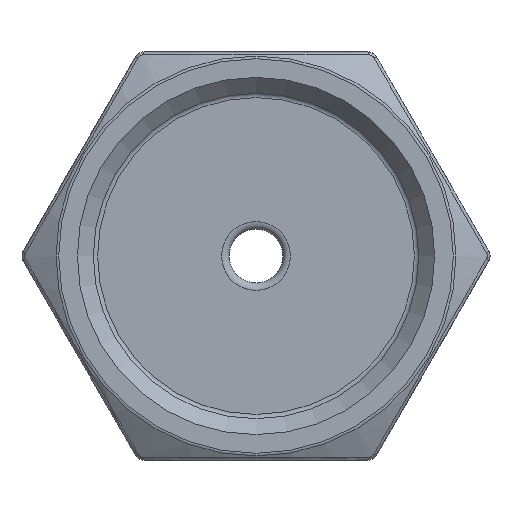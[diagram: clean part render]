
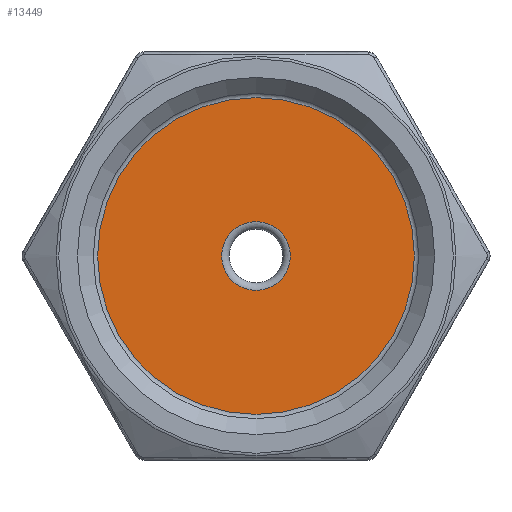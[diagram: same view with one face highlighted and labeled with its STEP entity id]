
A CAD part, left-side view. The second image highlights one B-rep face of the part: STEP entity #13449.
In plain terms, the highlighted planar face has unit normal (-1, 0, 0).
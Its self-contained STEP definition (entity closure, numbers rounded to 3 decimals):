
#53 = FACE_BOUND ( 'NONE', #13951, .T. ) ;
#123 = PLANE ( 'NONE',  #396 ) ;
#396 = AXIS2_PLACEMENT_3D ( 'NONE', #2417, #11549, #10503 ) ;
#718 = ORIENTED_EDGE ( 'NONE', *, *, #4371, .F. ) ;
#2417 = CARTESIAN_POINT ( 'NONE',  ( 18.2, 0., -15.245 ) ) ;
#2499 = CIRCLE ( 'NONE', #7054, 14.745 ) ;
#4197 = DIRECTION ( 'NONE',  ( 1., 0., 0. ) ) ;
#4371 = EDGE_CURVE ( 'NONE', #12167, #12167, #2499, .T. ) ;
#4484 = DIRECTION ( 'NONE',  ( 0., 0., -1. ) ) ;
#4618 = FACE_OUTER_BOUND ( 'NONE', #12307, .T. ) ;
#5182 = AXIS2_PLACEMENT_3D ( 'NONE', #9845, #8809, #4484 ) ;
#6649 = CARTESIAN_POINT ( 'NONE',  ( 18.2, 0., 14.746 ) ) ;
#7054 = AXIS2_PLACEMENT_3D ( 'NONE', #14415, #4197, #13307 ) ;
#7620 = CARTESIAN_POINT ( 'NONE',  ( 18.2, 0., -3.2 ) ) ;
#8809 = DIRECTION ( 'NONE',  ( 1., 0., 0. ) ) ;
#9845 = CARTESIAN_POINT ( 'NONE',  ( 18.2, 0., 0. ) ) ;
#10503 = DIRECTION ( 'NONE',  ( 0., 1., 0. ) ) ;
#10749 = ORIENTED_EDGE ( 'NONE', *, *, #11652, .T. ) ;
#11549 = DIRECTION ( 'NONE',  ( 1., 0., 0. ) ) ;
#11652 = EDGE_CURVE ( 'NONE', #13442, #13442, #13271, .T. ) ;
#12167 = VERTEX_POINT ( 'NONE', #6649 ) ;
#12307 = EDGE_LOOP ( 'NONE', ( #718 ) ) ;
#13271 = CIRCLE ( 'NONE', #5182, 3.2 ) ;
#13307 = DIRECTION ( 'NONE',  ( 0., 0., 1. ) ) ;
#13442 = VERTEX_POINT ( 'NONE', #7620 ) ;
#13449 = ADVANCED_FACE ( 'NONE', ( #53, #4618 ), #123, .F. ) ;
#13951 = EDGE_LOOP ( 'NONE', ( #10749 ) ) ;
#14415 = CARTESIAN_POINT ( 'NONE',  ( 18.2, 0., 0. ) ) ;
